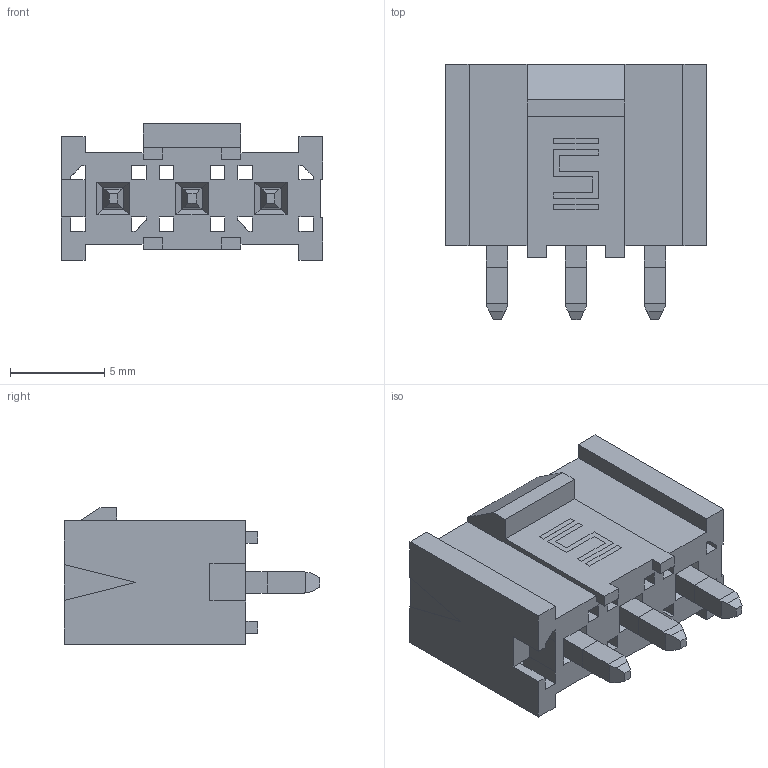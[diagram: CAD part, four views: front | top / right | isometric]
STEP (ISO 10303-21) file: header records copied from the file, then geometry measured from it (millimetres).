
FILE_DESCRIPTION (( 'STEP AP203' ), '1' );
FILE_NAME ('IPBT-103-H1-X-S.step', '2006-04-05T19:37:05', ( 'HP USER' ), ( '' ), 'SwSTEP 2.0', 'SolidWorks 2006052', '' );
FILE_SCHEMA (( 'CONFIG_CONTROL_DESIGN' ));
Length unit declared in the file: inch
Products named in the file (3): T-1S55-X_-01 straight; IPBT-103-H1-X-S; IPBT-XX-S-XX_C3D
Assembly tree (4 placements, depth 2):
  IPBT-103-H1-X-S
    T-1S55-X_-01 straight  x3
    IPBT-XX-S-XX_C3D
Bounding box: 13.91 x 13.59 x 7.26 mm (x, y, z)
Volume: 445.1 mm3; surface area: 1191.4 mm2
Topology: 4 solids, 4 shells, 281 faces, 743 edges, 462 vertices
Faces by surface type: plane 281
Entity records: 7332 total; most frequent: CARTESIAN_POINT 1233, ORIENTED_EDGE 1230, DIRECTION 1087, VECTOR 615, LINE 615, EDGE_CURVE 615, VERTEX_POINT 382, EDGE_LOOP 251
